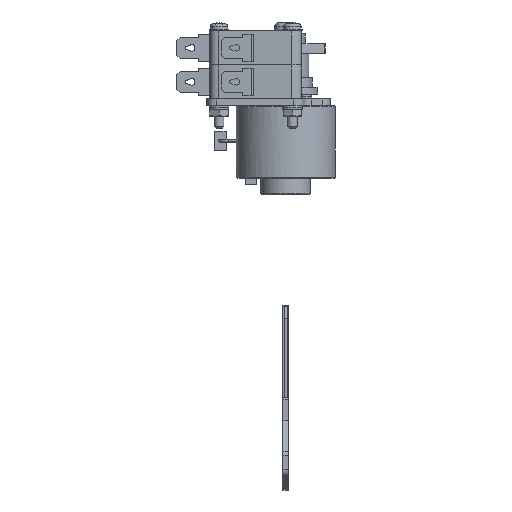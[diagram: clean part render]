
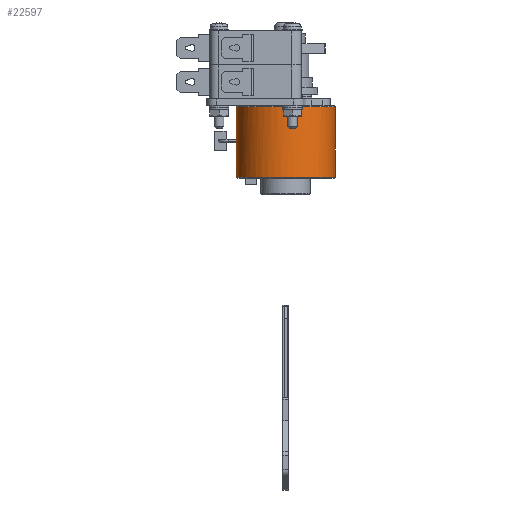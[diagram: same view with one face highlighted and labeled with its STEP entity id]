
A CAD part, top view. The second image highlights one B-rep face of the part: STEP entity #22597.
In plain terms, the highlighted free-form (B-spline) face has degree [1, 2] with [2, 7] control points.
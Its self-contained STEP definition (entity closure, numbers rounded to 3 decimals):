
#22306=CARTESIAN_POINT('',(26.7,-8.292,-12.5));
#22307=VERTEX_POINT('',#22306);
#22315=CARTESIAN_POINT('',(26.7,8.292,-12.5));
#22316=VERTEX_POINT('',#22315);
#22362=CARTESIAN_POINT('',(26.7,-8.292,-12.5));
#22363=CARTESIAN_POINT('',(26.7,-17.578,-6.34));
#22364=CARTESIAN_POINT('',(26.7,-14.361,4.33));
#22365=CARTESIAN_POINT('',(26.7,-11.144,15.));
#22366=CARTESIAN_POINT('',(26.7,0.0,15.0));
#22367=CARTESIAN_POINT('',(26.7,11.144,15.));
#22368=CARTESIAN_POINT('',(26.7,14.361,4.33));
#22369=CARTESIAN_POINT('',(26.7,17.578,-6.34));
#22370=CARTESIAN_POINT('',(26.7,8.292,-12.5));
#22378=(BOUNDED_CURVE()B_SPLINE_CURVE(2,(#22362,#22363,#22364,#22365,#22366,#22367,#22368,#22369,#22370),.UNSPECIFIED.,.F.,.U.)B_SPLINE_CURVE_WITH_KNOTS((3,2,2,2,3),(0.0,0.25,0.5,0.75,1.0),.UNSPECIFIED.)CURVE()GEOMETRIC_REPRESENTATION_ITEM()RATIONAL_B_SPLINE_CURVE((1.0,0.803,1.0,0.803,1.0,0.803,1.0,0.803,1.0))REPRESENTATION_ITEM(''));
#22379=EDGE_CURVE('',#22307,#22316,#22378,.T.);
#22409=CARTESIAN_POINT('',(5.3,-8.292,-12.5));
#22410=VERTEX_POINT('',#22409);
#22427=CARTESIAN_POINT('',(5.3,8.292,-12.5));
#22428=VERTEX_POINT('',#22427);
#22487=CARTESIAN_POINT('',(5.3,8.292,-12.5));
#22488=CARTESIAN_POINT('',(5.3,17.578,-6.34));
#22489=CARTESIAN_POINT('',(5.3,14.361,4.33));
#22490=CARTESIAN_POINT('',(5.3,11.144,15.));
#22491=CARTESIAN_POINT('',(5.3,0.0,15.0));
#22492=CARTESIAN_POINT('',(5.3,-11.144,15.));
#22493=CARTESIAN_POINT('',(5.3,-14.361,4.33));
#22494=CARTESIAN_POINT('',(5.3,-17.578,-6.34));
#22495=CARTESIAN_POINT('',(5.3,-8.292,-12.5));
#22503=(BOUNDED_CURVE()B_SPLINE_CURVE(2,(#22487,#22488,#22489,#22490,#22491,#22492,#22493,#22494,#22495),.UNSPECIFIED.,.F.,.U.)B_SPLINE_CURVE_WITH_KNOTS((3,2,2,2,3),(0.0,0.25,0.5,0.75,1.0),.UNSPECIFIED.)CURVE()GEOMETRIC_REPRESENTATION_ITEM()RATIONAL_B_SPLINE_CURVE((1.0,0.803,1.0,0.803,1.0,0.803,1.0,0.803,1.0))REPRESENTATION_ITEM(''));
#22504=EDGE_CURVE('',#22428,#22410,#22503,.T.);
#22554=CARTESIAN_POINT('',(26.7,-8.292,-12.5));
#22555=CARTESIAN_POINT('',(5.3,-8.292,-12.5));
#22556=QUASI_UNIFORM_CURVE('',1,(#22554,#22555),.UNSPECIFIED.,.F.,.U.);
#22557=EDGE_CURVE('',#22307,#22410,#22556,.T.);
#22560=CARTESIAN_POINT('',(26.7,8.292,-12.5));
#22561=CARTESIAN_POINT('',(5.3,8.292,-12.5));
#22562=QUASI_UNIFORM_CURVE('',1,(#22560,#22561),.UNSPECIFIED.,.F.,.U.);
#22563=EDGE_CURVE('',#22316,#22428,#22562,.T.);
#22569=CARTESIAN_POINT('',(27.235,8.182,-12.572));
#22570=CARTESIAN_POINT('',(4.752,8.182,-12.572));
#22571=CARTESIAN_POINT('',(27.235,22.816,-3.048));
#22572=CARTESIAN_POINT('',(4.752,22.816,-3.048));
#22573=CARTESIAN_POINT('',(27.235,11.195,9.983));
#22574=CARTESIAN_POINT('',(4.752,11.195,9.983));
#22575=CARTESIAN_POINT('',(27.235,-0.425,23.014));
#22576=CARTESIAN_POINT('',(4.752,-0.425,23.014));
#22577=CARTESIAN_POINT('',(27.235,-11.556,9.563));
#22578=CARTESIAN_POINT('',(4.752,-11.556,9.563));
#22579=CARTESIAN_POINT('',(27.235,-22.688,-3.888));
#22580=CARTESIAN_POINT('',(4.752,-22.688,-3.888));
#22581=CARTESIAN_POINT('',(27.235,-7.713,-12.865));
#22582=CARTESIAN_POINT('',(4.752,-7.713,-12.865));
#22590=(BOUNDED_SURFACE()B_SPLINE_SURFACE(1,2,((#22569,#22571,#22573,#22575,#22577,#22579,#22581),(#22570,#22572,#22574,#22576,#22578,#22580,#22582)),.UNSPECIFIED.,.F.,.F.,.U.)B_SPLINE_SURFACE_WITH_KNOTS((2,2),(3,2,2,3),(0.0,22.483),(0.0,27.555,55.109,82.664),.UNSPECIFIED.)GEOMETRIC_REPRESENTATION_ITEM()RATIONAL_B_SPLINE_SURFACE(((1.0,0.652,1.0,0.652,1.0,0.652,1.0),(1.0,0.652,1.0,0.652,1.0,0.652,1.0)))REPRESENTATION_ITEM('')SURFACE());
#22591=ORIENTED_EDGE('',*,*,#22563,.T.);
#22592=ORIENTED_EDGE('',*,*,#22504,.T.);
#22593=ORIENTED_EDGE('',*,*,#22557,.F.);
#22594=ORIENTED_EDGE('',*,*,#22379,.T.);
#22595=EDGE_LOOP('',(#22591,#22592,#22593,#22594));
#22596=FACE_OUTER_BOUND('',#22595,.T.);
#22597=ADVANCED_FACE('',(#22596),#22590,.T.);
